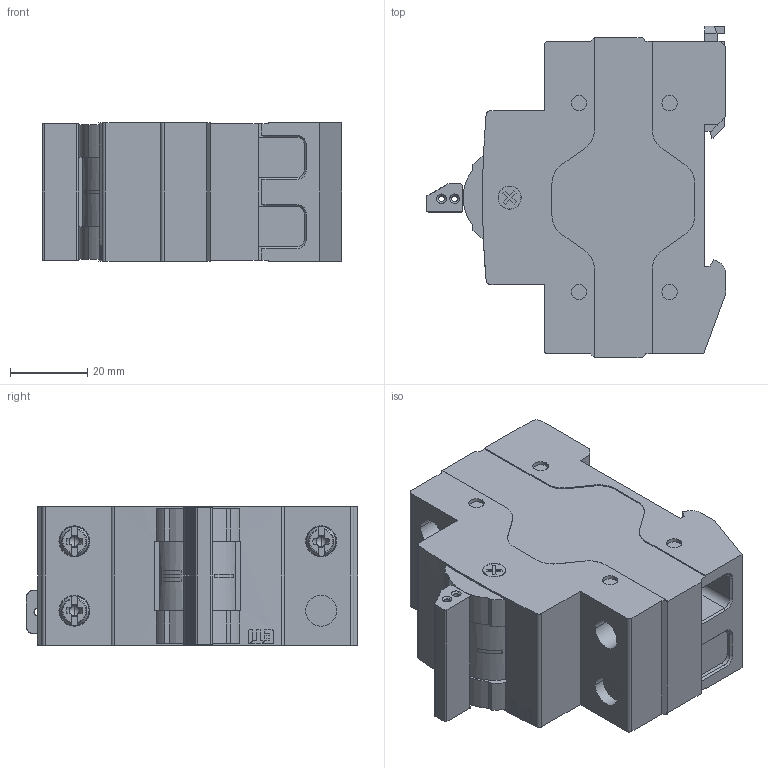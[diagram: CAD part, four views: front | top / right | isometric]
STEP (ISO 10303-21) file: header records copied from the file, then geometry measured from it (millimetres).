
FILE_DESCRIPTION((''),'2;1');
FILE_NAME('002421416_SSQ_163_ASM','2024-08-07T12:39:54',('klemen.sitar'),('Audax d.o.o.'),'CREO PARAMETRIC BY PTC INC, 2021304','CREO PARAMETRIC BY PTC INC, 2021304','');
FILE_SCHEMA(('AP242_MANAGED_MODEL_BASED_3D_ENGINEERING_MIM_LF { 1 0 10303 442 1 1 4 }'));
Length unit declared in the file: millimetre
Products named in the file (12): SSQ_1P_63_125_A_1_1; PRT0002_1; TYPE_1___FI-7_70MM_1; ADS_1_1; ADS_1_2; ADS_1_ASM; SSQ_1P_63_125_A_1_1_1; PART1_1_3_1_1_1; PART1_1_3_1_1_2; PART1_1_3_1_1_3; PART1_1_3_1_1_ASM; 002421416_SSQ_163_ASM
Assembly tree (13 placements, depth 3):
  002421416_SSQ_163_ASM
    SSQ_1P_63_125_A_1_1
    PRT0002_1
    TYPE_1___FI-7_70MM_1  x3
    ADS_1_ASM
      ADS_1_1
      ADS_1_2
    SSQ_1P_63_125_A_1_1_1
    PART1_1_3_1_1_ASM
      PART1_1_3_1_1_1
      PART1_1_3_1_1_2
      PART1_1_3_1_1_3
Bounding box: 77.55 x 86 x 36 mm (x, y, z)
Volume: 151142.5 mm3; surface area: 29512.5 mm2
Topology: 11 solids, 15 shells, 568 faces, 1522 edges, 1003 vertices
Faces by surface type: plane 361, cylinder 143, cone 40, bspline 12, sphere 6, torus 6
Entity records: 21042 total; most frequent: CARTESIAN_POINT 3425, DIRECTION 2602, ORIENTED_EDGE 2552, EDGE_CURVE 1276, VECTOR 892, LINE 892, AXIS2_PLACEMENT_3D 855, VERTEX_POINT 845
